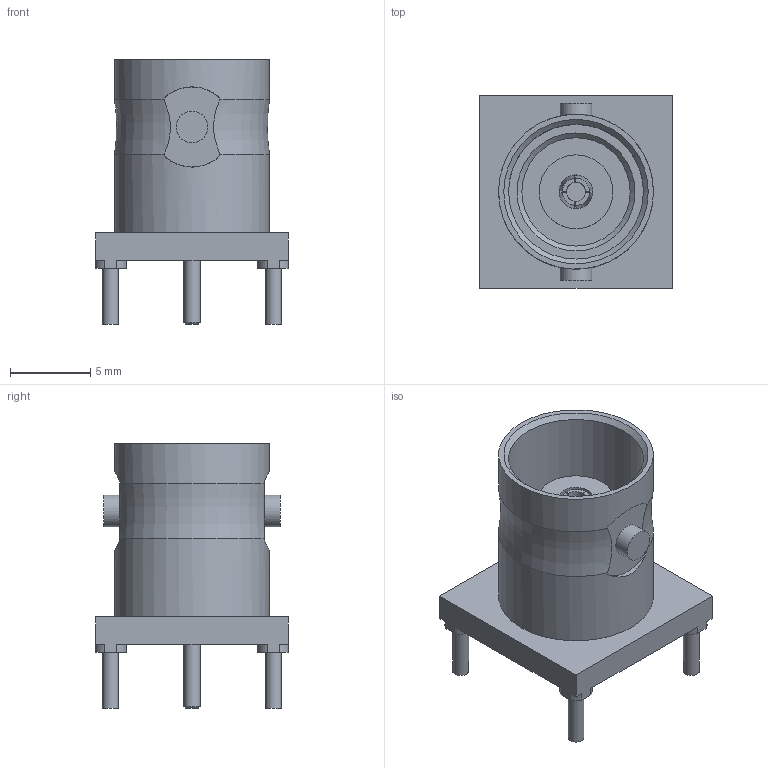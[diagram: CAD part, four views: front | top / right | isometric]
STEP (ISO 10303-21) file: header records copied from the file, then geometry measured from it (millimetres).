
FILE_DESCRIPTION(/* description */ ('Unknown'),/* implementation_level */ '2;1');
FILE_NAME(/* name */ '60712002241507',/* time_stamp */ '2024-07-31T15:36:59+02:00',/* author */ ('Unknown'),/* organization */ ('Unknown'),/* preprocessor_version */ 'ST-DEVELOPER v19.4',/* originating_system */ 'Solid Edge',/* authorisation */ 'Unknown');
FILE_SCHEMA (('AUTOMOTIVE_DESIGN {1 0 10303 214 3 1 1}'));
Length unit declared in the file: millimetre
Products named in the file (1): 60712002241507
Bounding box: 12 x 12 x 16.5 mm (x, y, z)
Volume: 658.7 mm3; surface area: 1141 mm2
Topology: 1 solids, 1 shells, 78 faces, 188 edges, 124 vertices
Faces by surface type: plane 40, cylinder 29, cone 7, torus 2
Full cylindrical faces by diameter (mm): 1 x5, 1.98 x2, 2.1 x1, 4.6 x1, 6.75 x1, 8.4 x1, 9.65 x2
Entity records: 2722 total; most frequent: CARTESIAN_POINT 411, DIRECTION 380, ORIENTED_EDGE 324, EDGE_CURVE 162, AXIS2_PLACEMENT_3D 155, VERTEX_POINT 114, EDGE_LOOP 106, FACE_BOUND 106
